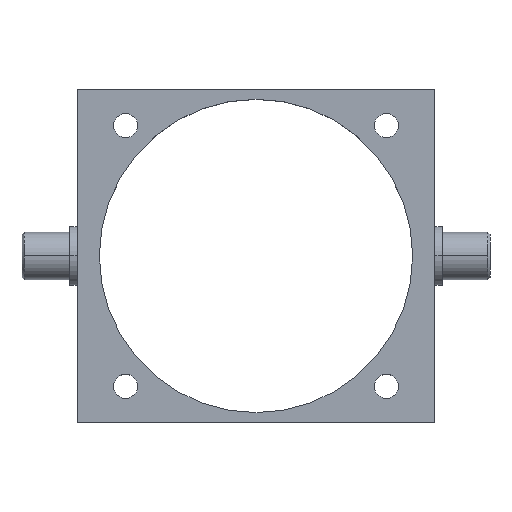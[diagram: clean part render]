
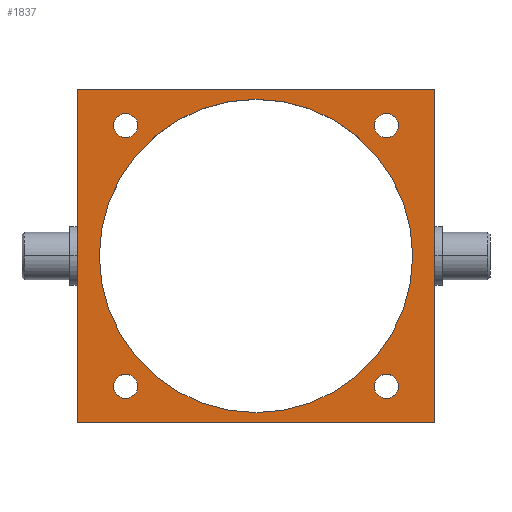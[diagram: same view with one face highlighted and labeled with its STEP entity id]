
A CAD part, top view. The second image highlights one B-rep face of the part: STEP entity #1837.
In plain terms, the highlighted planar face has unit normal (0, 0, 1).
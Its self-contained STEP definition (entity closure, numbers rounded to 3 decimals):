
#147 = DIRECTION ( 'NONE',  ( 1., 0., 0. ) ) ;
#148 = DIRECTION ( 'NONE',  ( 0., 0., 1. ) ) ;
#150 = PLANE ( 'NONE',  #1155 ) ;
#151 = CARTESIAN_POINT ( 'NONE',  ( 120., -112., 20. ) ) ;
#179 = CARTESIAN_POINT ( 'NONE',  ( -120., 112., 20. ) ) ;
#180 = DIRECTION ( 'NONE',  ( -1., 0., 0. ) ) ;
#419 = CARTESIAN_POINT ( 'NONE',  ( -105.1, 0., 20. ) ) ;
#421 = CARTESIAN_POINT ( 'NONE',  ( -95.625, 87.5, 20. ) ) ;
#423 = CARTESIAN_POINT ( 'NONE',  ( 79.375, 87.5, 20. ) ) ;
#424 = CARTESIAN_POINT ( 'NONE',  ( -95.625, -87.5, 20. ) ) ;
#428 = CARTESIAN_POINT ( 'NONE',  ( -120., -112., 20. ) ) ;
#438 = CARTESIAN_POINT ( 'NONE',  ( 95.625, 87.5, 20. ) ) ;
#531 = DIRECTION ( 'NONE',  ( 0., -1., 0. ) ) ;
#532 = CARTESIAN_POINT ( 'NONE',  ( -120., 112., 20. ) ) ;
#535 = DIRECTION ( 'NONE',  ( 1., 0., 0. ) ) ;
#536 = DIRECTION ( 'NONE',  ( 0., 0., 1. ) ) ;
#538 = DIRECTION ( 'NONE',  ( 1., 0., 0. ) ) ;
#539 = CARTESIAN_POINT ( 'NONE',  ( -120., -112., 20. ) ) ;
#544 = CARTESIAN_POINT ( 'NONE',  ( 87.5, 87.5, 20. ) ) ;
#574 = DIRECTION ( 'NONE',  ( 1., 0., 0. ) ) ;
#658 = DIRECTION ( 'NONE',  ( 1., 0., 0. ) ) ;
#659 = DIRECTION ( 'NONE',  ( 0., 0., 1. ) ) ;
#666 = CARTESIAN_POINT ( 'NONE',  ( -87.5, 87.5, 20. ) ) ;
#677 = DIRECTION ( 'NONE',  ( 1., 0., 0. ) ) ;
#678 = DIRECTION ( 'NONE',  ( 0., 0., 1. ) ) ;
#680 = CARTESIAN_POINT ( 'NONE',  ( -87.5, -87.5, 20. ) ) ;
#746 = DIRECTION ( 'NONE',  ( 1., 0., 0. ) ) ;
#747 = DIRECTION ( 'NONE',  ( 0., 0., 1. ) ) ;
#749 = CARTESIAN_POINT ( 'NONE',  ( 87.5, -87.5, 20. ) ) ;
#766 = DIRECTION ( 'NONE',  ( 0., 0., 1. ) ) ;
#773 = CARTESIAN_POINT ( 'NONE',  ( 0., 0., 20. ) ) ;
#797 = CARTESIAN_POINT ( 'NONE',  ( 95.625, -87.5, 20. ) ) ;
#812 = CARTESIAN_POINT ( 'NONE',  ( 87.5, 87.5, 20. ) ) ;
#814 = DIRECTION ( 'NONE',  ( 0., 0., 1. ) ) ;
#815 = DIRECTION ( 'NONE',  ( 1., 0., 0. ) ) ;
#823 = CARTESIAN_POINT ( 'NONE',  ( 105.1, 0., 20. ) ) ;
#837 = CARTESIAN_POINT ( 'NONE',  ( -79.375, -87.5, 20. ) ) ;
#853 = CARTESIAN_POINT ( 'NONE',  ( -79.375, 87.5, 20. ) ) ;
#858 = CARTESIAN_POINT ( 'NONE',  ( 79.375, -87.5, 20. ) ) ;
#861 = CARTESIAN_POINT ( 'NONE',  ( 120., -112., 20. ) ) ;
#864 = CARTESIAN_POINT ( 'NONE',  ( -120., 112., 20. ) ) ;
#867 = CARTESIAN_POINT ( 'NONE',  ( 120., 112., 20. ) ) ;
#936 = EDGE_CURVE ( 'NONE', #1916, #1922, #1557, .T. ) ;
#940 = EDGE_CURVE ( 'NONE', #1920, #1937, #1562, .T. ) ;
#942 = EDGE_CURVE ( 'NONE', #1923, #1914, #1547, .T. ) ;
#946 = EDGE_CURVE ( 'NONE', #1932, #1928, #1566, .T. ) ;
#955 = EDGE_CURVE ( 'NONE', #1939, #1924, #1576, .T. ) ;
#968 = EDGE_CURVE ( 'NONE', #1924, #1939, #1595, .T. ) ;
#977 = EDGE_CURVE ( 'NONE', #1930, #1923, #1605, .T. ) ;
#978 = EDGE_CURVE ( 'NONE', #1921, #1918, #1611, .T. ) ;
#980 = EDGE_CURVE ( 'NONE', #1931, #1930, #1612, .T. ) ;
#996 = EDGE_CURVE ( 'NONE', #1928, #1932, #1631, .T. ) ;
#1008 = EDGE_CURVE ( 'NONE', #1937, #1920, #1648, .T. ) ;
#1015 = EDGE_CURVE ( 'NONE', #1922, #1916, #1656, .T. ) ;
#1028 = AXIS2_PLACEMENT_3D ( 'NONE', #749, #747, #746 ) ;
#1041 = AXIS2_PLACEMENT_3D ( 'NONE', #544, #536, #535 ) ;
#1042 = AXIS2_PLACEMENT_3D ( 'NONE', #773, #766, #574 ) ;
#1046 = AXIS2_PLACEMENT_3D ( 'NONE', #2361, #2362, #2363 ) ;
#1047 = AXIS2_PLACEMENT_3D ( 'NONE', #2260, #2302, #2303 ) ;
#1051 = AXIS2_PLACEMENT_3D ( 'NONE', #2131, #2132, #2133 ) ;
#1057 = AXIS2_PLACEMENT_3D ( 'NONE', #2173, #2176, #2177 ) ;
#1065 = AXIS2_PLACEMENT_3D ( 'NONE', #680, #678, #677 ) ;
#1068 = AXIS2_PLACEMENT_3D ( 'NONE', #666, #659, #658 ) ;
#1071 = AXIS2_PLACEMENT_3D ( 'NONE', #812, #814, #815 ) ;
#1079 = EDGE_CURVE ( 'NONE', #1918, #1921, #1661, .T. ) ;
#1155 = AXIS2_PLACEMENT_3D ( 'NONE', #151, #148, #147 ) ;
#1157 = EDGE_CURVE ( 'NONE', #1914, #1931, #1673, .T. ) ;
#1221 = ORIENTED_EDGE ( 'NONE', *, *, #955, .F. ) ;
#1222 = ORIENTED_EDGE ( 'NONE', *, *, #968, .F. ) ;
#1223 = ORIENTED_EDGE ( 'NONE', *, *, #977, .T. ) ;
#1224 = ORIENTED_EDGE ( 'NONE', *, *, #980, .T. ) ;
#1225 = ORIENTED_EDGE ( 'NONE', *, *, #1157, .T. ) ;
#1226 = ORIENTED_EDGE ( 'NONE', *, *, #942, .T. ) ;
#1227 = ORIENTED_EDGE ( 'NONE', *, *, #1079, .F. ) ;
#1228 = ORIENTED_EDGE ( 'NONE', *, *, #978, .F. ) ;
#1229 = ORIENTED_EDGE ( 'NONE', *, *, #1015, .F. ) ;
#1230 = ORIENTED_EDGE ( 'NONE', *, *, #936, .F. ) ;
#1231 = ORIENTED_EDGE ( 'NONE', *, *, #1008, .F. ) ;
#1232 = ORIENTED_EDGE ( 'NONE', *, *, #940, .F. ) ;
#1233 = ORIENTED_EDGE ( 'NONE', *, *, #996, .F. ) ;
#1342 = ORIENTED_EDGE ( 'NONE', *, *, #946, .F. ) ;
#1465 = EDGE_LOOP ( 'NONE', ( #1233, #1342 ) ) ;
#1469 = EDGE_LOOP ( 'NONE', ( #1222, #1221 ) ) ;
#1470 = EDGE_LOOP ( 'NONE', ( #1232, #1231 ) ) ;
#1471 = EDGE_LOOP ( 'NONE', ( #1230, #1229 ) ) ;
#1472 = EDGE_LOOP ( 'NONE', ( #1228, #1227 ) ) ;
#1473 = EDGE_LOOP ( 'NONE', ( #1226, #1225, #1224, #1223 ) ) ;
#1547 = LINE ( 'NONE', #2178, #1548 ) ;
#1548 = VECTOR ( 'NONE', #2219, 1000. ) ;
#1557 = CIRCLE ( 'NONE', #1051, 8.125 ) ;
#1562 = CIRCLE ( 'NONE', #1057, 8.125 ) ;
#1566 = CIRCLE ( 'NONE', #1047, 8.125 ) ;
#1576 = CIRCLE ( 'NONE', #1046, 105.1 ) ;
#1595 = CIRCLE ( 'NONE', #1042, 105.1 ) ;
#1603 = VECTOR ( 'NONE', #538, 1000. ) ;
#1605 = LINE ( 'NONE', #539, #1603 ) ;
#1611 = CIRCLE ( 'NONE', #1041, 8.125 ) ;
#1612 = LINE ( 'NONE', #532, #1613 ) ;
#1613 = VECTOR ( 'NONE', #531, 1000. ) ;
#1631 = CIRCLE ( 'NONE', #1028, 8.125 ) ;
#1648 = CIRCLE ( 'NONE', #1065, 8.125 ) ;
#1656 = CIRCLE ( 'NONE', #1068, 8.125 ) ;
#1661 = CIRCLE ( 'NONE', #1071, 8.125 ) ;
#1663 = VECTOR ( 'NONE', #180, 1000. ) ;
#1673 = LINE ( 'NONE', #179, #1663 ) ;
#1748 = FACE_BOUND ( 'NONE', #1465, .T. ) ;
#1751 = FACE_OUTER_BOUND ( 'NONE', #1473, .T. ) ;
#1757 = FACE_BOUND ( 'NONE', #1469, .T. ) ;
#1758 = FACE_BOUND ( 'NONE', #1470, .T. ) ;
#1760 = FACE_BOUND ( 'NONE', #1471, .T. ) ;
#1762 = FACE_BOUND ( 'NONE', #1472, .T. ) ;
#1837 = ADVANCED_FACE ( 'NONE', ( #1748, #1758, #1760, #1762, #1751, #1757 ), #150, .T. ) ;
#1914 = VERTEX_POINT ( 'NONE', #867 ) ;
#1916 = VERTEX_POINT ( 'NONE', #853 ) ;
#1918 = VERTEX_POINT ( 'NONE', #423 ) ;
#1920 = VERTEX_POINT ( 'NONE', #837 ) ;
#1921 = VERTEX_POINT ( 'NONE', #438 ) ;
#1922 = VERTEX_POINT ( 'NONE', #421 ) ;
#1923 = VERTEX_POINT ( 'NONE', #861 ) ;
#1924 = VERTEX_POINT ( 'NONE', #419 ) ;
#1928 = VERTEX_POINT ( 'NONE', #797 ) ;
#1930 = VERTEX_POINT ( 'NONE', #428 ) ;
#1931 = VERTEX_POINT ( 'NONE', #864 ) ;
#1932 = VERTEX_POINT ( 'NONE', #858 ) ;
#1937 = VERTEX_POINT ( 'NONE', #424 ) ;
#1939 = VERTEX_POINT ( 'NONE', #823 ) ;
#2131 = CARTESIAN_POINT ( 'NONE',  ( -87.5, 87.5, 20. ) ) ;
#2132 = DIRECTION ( 'NONE',  ( 0., 0., 1. ) ) ;
#2133 = DIRECTION ( 'NONE',  ( 1., 0., 0. ) ) ;
#2173 = CARTESIAN_POINT ( 'NONE',  ( -87.5, -87.5, 20. ) ) ;
#2176 = DIRECTION ( 'NONE',  ( 0., 0., 1. ) ) ;
#2177 = DIRECTION ( 'NONE',  ( 1., 0., 0. ) ) ;
#2178 = CARTESIAN_POINT ( 'NONE',  ( 120., 112., 20. ) ) ;
#2219 = DIRECTION ( 'NONE',  ( 0., 1., 0. ) ) ;
#2260 = CARTESIAN_POINT ( 'NONE',  ( 87.5, -87.5, 20. ) ) ;
#2302 = DIRECTION ( 'NONE',  ( 0., 0., 1. ) ) ;
#2303 = DIRECTION ( 'NONE',  ( 1., 0., 0. ) ) ;
#2361 = CARTESIAN_POINT ( 'NONE',  ( 0., 0., 20. ) ) ;
#2362 = DIRECTION ( 'NONE',  ( 0., 0., 1. ) ) ;
#2363 = DIRECTION ( 'NONE',  ( 1., 0., 0. ) ) ;
